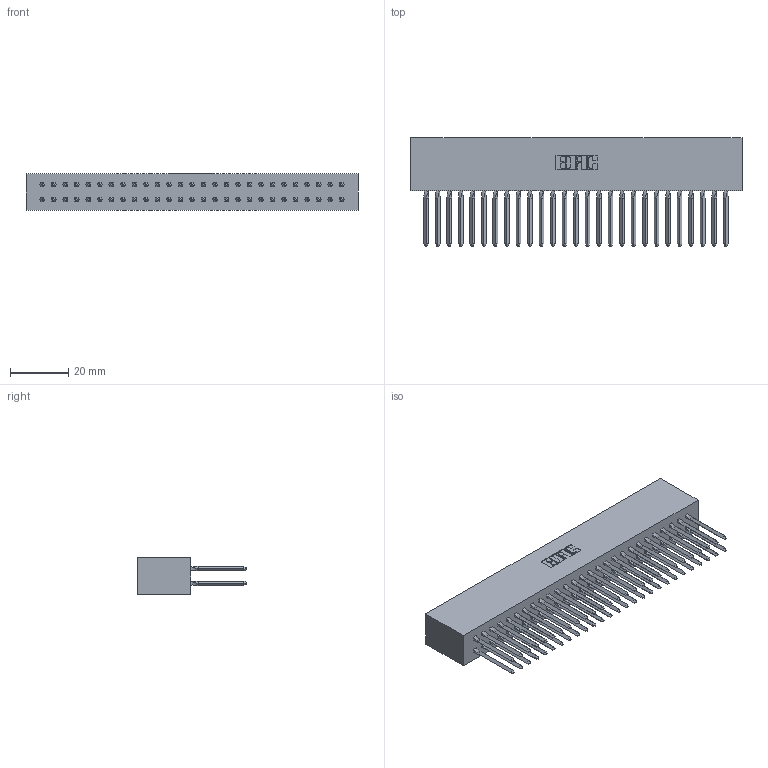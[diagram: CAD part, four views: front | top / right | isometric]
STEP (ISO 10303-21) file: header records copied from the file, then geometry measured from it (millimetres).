
FILE_DESCRIPTION (( 'STEP AP203' ), '1' );
FILE_NAME ('317-054-542-801.STEP', '2020-02-28T03:53:56', ( '' ), ( '' ), 'SwSTEP 2.0', 'SolidWorks 2016', '' );
FILE_SCHEMA (( 'CONFIG_CONTROL_DESIGN' ));
Length unit declared in the file: inch
Products named in the file (3): 317-290-003_542; 317-054-542-801; 317 Part_Lugless
Assembly tree (55 placements, depth 2):
  317-054-542-801
    317 Part_Lugless
    317-290-003_542  x54
Bounding box: 114.2 x 37.34 x 12.7 mm (x, y, z)
Volume: 19955.9 mm3; surface area: 27445.8 mm2
Topology: 55 solids, 55 shells, 3168 faces, 8879 edges, 5666 vertices
Faces by surface type: plane 2534, cylinder 418, bspline 216
Entity records: 39729 total; most frequent: CARTESIAN_POINT 7177, ORIENTED_EDGE 6840, DIRECTION 5772, EDGE_CURVE 3420, LINE 3258, VECTOR 3258, VERTEX_POINT 2274, AXIS2_PLACEMENT_3D 1257
